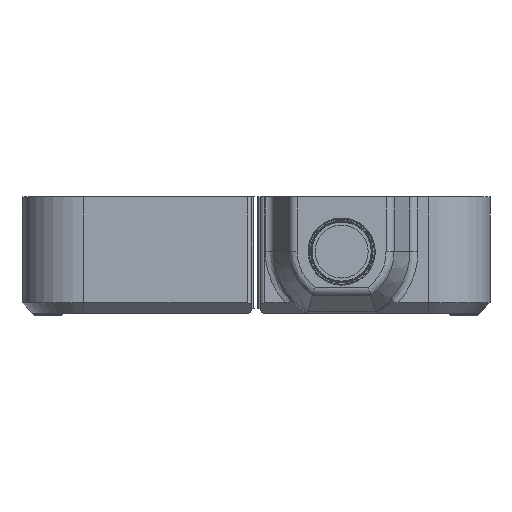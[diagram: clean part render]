
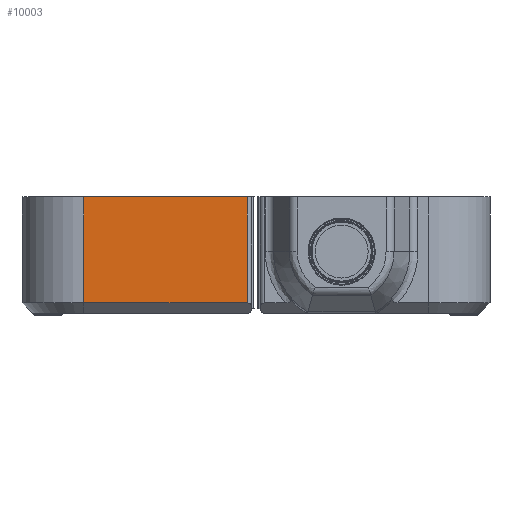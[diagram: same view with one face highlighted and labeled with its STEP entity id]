
A CAD part, left-side view. The second image highlights one B-rep face of the part: STEP entity #10003.
In plain terms, the highlighted face is planar.
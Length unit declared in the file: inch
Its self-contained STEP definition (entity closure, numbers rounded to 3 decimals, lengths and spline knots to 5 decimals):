
#609 = ORIENTED_EDGE ( 'NONE', *, *, #22418, .F. ) ;
#986 = DIRECTION ( 'NONE',  ( 0., 0., 1. ) ) ;
#1352 = VECTOR ( 'NONE', #27566, 39.37008 ) ;
#2035 = ORIENTED_EDGE ( 'NONE', *, *, #21677, .F. ) ;
#2395 = CARTESIAN_POINT ( 'NONE',  ( 0.70866, 0.27559, 0.04724 ) ) ;
#2759 = CARTESIAN_POINT ( 'NONE',  ( 0.70866, 0.27559, 0.51969 ) ) ;
#5494 = CARTESIAN_POINT ( 'NONE',  ( 0.70866, 1.00394, 0.51969 ) ) ;
#5754 = LINE ( 'NONE', #2759, #29134 ) ;
#6471 = CARTESIAN_POINT ( 'NONE',  ( 0.70866, 1.00394, 0.51969 ) ) ;
#7203 = CARTESIAN_POINT ( 'NONE',  ( 0.70866, 1.00394, 0.04724 ) ) ;
#7218 = PLANE ( 'NONE',  #38030 ) ;
#7353 = CARTESIAN_POINT ( 'NONE',  ( 0.70866, 0.27559, 0.51969 ) ) ;
#8153 = VERTEX_POINT ( 'NONE', #2395 ) ;
#8337 = DIRECTION ( 'NONE',  ( 0., 0., 1. ) ) ;
#8719 = ORIENTED_EDGE ( 'NONE', *, *, #24919, .F. ) ;
#10003 = ADVANCED_FACE ( 'NONE', ( #24015 ), #7218, .F. ) ;
#10273 = DIRECTION ( 'NONE',  ( -1., 0., 0. ) ) ;
#12321 = LINE ( 'NONE', #6471, #1352 ) ;
#12661 = EDGE_LOOP ( 'NONE', ( #2035, #16311, #8719, #609 ) ) ;
#13851 = CARTESIAN_POINT ( 'NONE',  ( 0.70866, 0.27559, 0.04724 ) ) ;
#16087 = CARTESIAN_POINT ( 'NONE',  ( 0.70866, 0.27559, 0.51969 ) ) ;
#16149 = VERTEX_POINT ( 'NONE', #16087 ) ;
#16311 = ORIENTED_EDGE ( 'NONE', *, *, #27105, .F. ) ;
#17250 = DIRECTION ( 'NONE',  ( 0., -1., 0. ) ) ;
#21597 = VERTEX_POINT ( 'NONE', #7203 ) ;
#21677 = EDGE_CURVE ( 'NONE', #21597, #8153, #39198, .T. ) ;
#22418 = EDGE_CURVE ( 'NONE', #8153, #16149, #5754, .T. ) ;
#24015 = FACE_OUTER_BOUND ( 'NONE', #12661, .T. ) ;
#24919 = EDGE_CURVE ( 'NONE', #16149, #30737, #25339, .T. ) ;
#25339 = LINE ( 'NONE', #27485, #36325 ) ;
#26768 = VECTOR ( 'NONE', #17250, 39.37008 ) ;
#27105 = EDGE_CURVE ( 'NONE', #30737, #21597, #12321, .T. ) ;
#27485 = CARTESIAN_POINT ( 'NONE',  ( 0.70866, 0.27559, 0.51969 ) ) ;
#27566 = DIRECTION ( 'NONE',  ( 0., 0., -1. ) ) ;
#29134 = VECTOR ( 'NONE', #8337, 39.37008 ) ;
#30737 = VERTEX_POINT ( 'NONE', #5494 ) ;
#30807 = DIRECTION ( 'NONE',  ( 0., 1., 0. ) ) ;
#36325 = VECTOR ( 'NONE', #30807, 39.37008 ) ;
#38030 = AXIS2_PLACEMENT_3D ( 'NONE', #7353, #10273, #986 ) ;
#39198 = LINE ( 'NONE', #13851, #26768 ) ;
